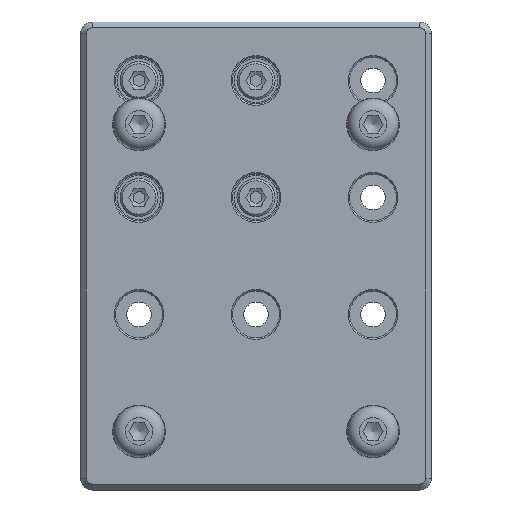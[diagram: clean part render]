
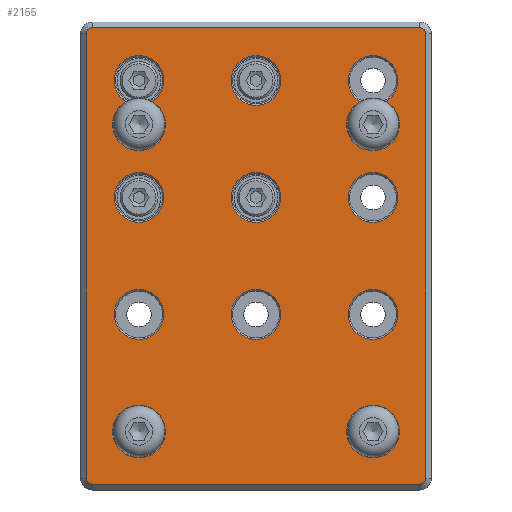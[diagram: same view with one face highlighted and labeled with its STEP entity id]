
A CAD part, top view. The second image highlights one B-rep face of the part: STEP entity #2155.
In plain terms, the highlighted planar face has unit normal (0, 0, 1).
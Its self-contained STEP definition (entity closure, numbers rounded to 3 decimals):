
#193=FACE_BOUND('',#740,.T.);
#194=FACE_BOUND('',#741,.T.);
#195=FACE_BOUND('',#742,.T.);
#196=FACE_BOUND('',#743,.T.);
#197=FACE_BOUND('',#744,.T.);
#198=FACE_BOUND('',#745,.T.);
#199=FACE_BOUND('',#746,.T.);
#200=FACE_BOUND('',#747,.T.);
#201=FACE_BOUND('',#748,.T.);
#202=FACE_BOUND('',#749,.T.);
#203=FACE_BOUND('',#750,.T.);
#204=FACE_BOUND('',#751,.T.);
#205=FACE_BOUND('',#752,.T.);
#238=PLANE('',#2449);
#310=LINE('',#3691,#437);
#311=LINE('',#3695,#438);
#312=LINE('',#3699,#439);
#313=LINE('',#3703,#440);
#437=VECTOR('',#2930,10.);
#438=VECTOR('',#2933,10.);
#439=VECTOR('',#2936,10.);
#440=VECTOR('',#2939,10.);
#596=FACE_OUTER_BOUND('',#739,.T.);
#739=EDGE_LOOP('',(#1744,#1745,#1746,#1747,#1748,#1749,#1750,#1751));
#740=EDGE_LOOP('',(#1752));
#741=EDGE_LOOP('',(#1753));
#742=EDGE_LOOP('',(#1754));
#743=EDGE_LOOP('',(#1755));
#744=EDGE_LOOP('',(#1756));
#745=EDGE_LOOP('',(#1757));
#746=EDGE_LOOP('',(#1758));
#747=EDGE_LOOP('',(#1759));
#748=EDGE_LOOP('',(#1760));
#749=EDGE_LOOP('',(#1761));
#750=EDGE_LOOP('',(#1762));
#751=EDGE_LOOP('',(#1763));
#752=EDGE_LOOP('',(#1764));
#902=CIRCLE('',#2446,8.5);
#905=CIRCLE('',#2450,2.);
#906=CIRCLE('',#2451,2.);
#907=CIRCLE('',#2452,2.);
#908=CIRCLE('',#2453,2.);
#909=CIRCLE('',#2454,8.5);
#910=CIRCLE('',#2455,4.688);
#911=CIRCLE('',#2456,4.688);
#912=CIRCLE('',#2457,8.5);
#913=CIRCLE('',#2458,8.5);
#914=CIRCLE('',#2459,8.5);
#915=CIRCLE('',#2460,8.5);
#916=CIRCLE('',#2461,8.5);
#917=CIRCLE('',#2462,8.5);
#918=CIRCLE('',#2463,4.688);
#919=CIRCLE('',#2464,4.688);
#920=CIRCLE('',#2465,8.5);
#1093=VERTEX_POINT('',#3681);
#1096=VERTEX_POINT('',#3689);
#1097=VERTEX_POINT('',#3690);
#1098=VERTEX_POINT('',#3692);
#1099=VERTEX_POINT('',#3694);
#1100=VERTEX_POINT('',#3696);
#1101=VERTEX_POINT('',#3698);
#1102=VERTEX_POINT('',#3700);
#1103=VERTEX_POINT('',#3702);
#1104=VERTEX_POINT('',#3705);
#1105=VERTEX_POINT('',#3707);
#1106=VERTEX_POINT('',#3709);
#1107=VERTEX_POINT('',#3711);
#1108=VERTEX_POINT('',#3713);
#1109=VERTEX_POINT('',#3715);
#1110=VERTEX_POINT('',#3717);
#1111=VERTEX_POINT('',#3719);
#1112=VERTEX_POINT('',#3721);
#1113=VERTEX_POINT('',#3723);
#1114=VERTEX_POINT('',#3725);
#1115=VERTEX_POINT('',#3727);
#1329=EDGE_CURVE('',#1093,#1093,#902,.T.);
#1333=EDGE_CURVE('',#1096,#1097,#310,.T.);
#1334=EDGE_CURVE('',#1098,#1096,#905,.T.);
#1335=EDGE_CURVE('',#1099,#1098,#311,.T.);
#1336=EDGE_CURVE('',#1100,#1099,#906,.T.);
#1337=EDGE_CURVE('',#1101,#1100,#312,.T.);
#1338=EDGE_CURVE('',#1102,#1101,#907,.T.);
#1339=EDGE_CURVE('',#1103,#1102,#313,.T.);
#1340=EDGE_CURVE('',#1097,#1103,#908,.T.);
#1341=EDGE_CURVE('',#1104,#1104,#909,.T.);
#1342=EDGE_CURVE('',#1105,#1105,#910,.T.);
#1343=EDGE_CURVE('',#1106,#1106,#911,.T.);
#1344=EDGE_CURVE('',#1107,#1107,#912,.T.);
#1345=EDGE_CURVE('',#1108,#1108,#913,.T.);
#1346=EDGE_CURVE('',#1109,#1109,#914,.T.);
#1347=EDGE_CURVE('',#1110,#1110,#915,.T.);
#1348=EDGE_CURVE('',#1111,#1111,#916,.T.);
#1349=EDGE_CURVE('',#1112,#1112,#917,.T.);
#1350=EDGE_CURVE('',#1113,#1113,#918,.T.);
#1351=EDGE_CURVE('',#1114,#1114,#919,.T.);
#1352=EDGE_CURVE('',#1115,#1115,#920,.T.);
#1744=ORIENTED_EDGE('',*,*,#1333,.F.);
#1745=ORIENTED_EDGE('',*,*,#1334,.F.);
#1746=ORIENTED_EDGE('',*,*,#1335,.F.);
#1747=ORIENTED_EDGE('',*,*,#1336,.F.);
#1748=ORIENTED_EDGE('',*,*,#1337,.F.);
#1749=ORIENTED_EDGE('',*,*,#1338,.F.);
#1750=ORIENTED_EDGE('',*,*,#1339,.F.);
#1751=ORIENTED_EDGE('',*,*,#1340,.F.);
#1752=ORIENTED_EDGE('',*,*,#1341,.F.);
#1753=ORIENTED_EDGE('',*,*,#1342,.F.);
#1754=ORIENTED_EDGE('',*,*,#1343,.F.);
#1755=ORIENTED_EDGE('',*,*,#1344,.F.);
#1756=ORIENTED_EDGE('',*,*,#1345,.F.);
#1757=ORIENTED_EDGE('',*,*,#1346,.F.);
#1758=ORIENTED_EDGE('',*,*,#1347,.F.);
#1759=ORIENTED_EDGE('',*,*,#1348,.F.);
#1760=ORIENTED_EDGE('',*,*,#1349,.F.);
#1761=ORIENTED_EDGE('',*,*,#1350,.F.);
#1762=ORIENTED_EDGE('',*,*,#1351,.F.);
#1763=ORIENTED_EDGE('',*,*,#1352,.F.);
#1764=ORIENTED_EDGE('',*,*,#1329,.F.);
#2155=ADVANCED_FACE('',(#596,#193,#194,#195,#196,#197,#198,#199,#200,#201,
#202,#203,#204,#205),#238,.T.);
#2446=AXIS2_PLACEMENT_3D('',#3682,#2921,#2922);
#2449=AXIS2_PLACEMENT_3D('',#3688,#2928,#2929);
#2450=AXIS2_PLACEMENT_3D('',#3693,#2931,#2932);
#2451=AXIS2_PLACEMENT_3D('',#3697,#2934,#2935);
#2452=AXIS2_PLACEMENT_3D('',#3701,#2937,#2938);
#2453=AXIS2_PLACEMENT_3D('',#3704,#2940,#2941);
#2454=AXIS2_PLACEMENT_3D('',#3706,#2942,#2943);
#2455=AXIS2_PLACEMENT_3D('',#3708,#2944,#2945);
#2456=AXIS2_PLACEMENT_3D('',#3710,#2946,#2947);
#2457=AXIS2_PLACEMENT_3D('',#3712,#2948,#2949);
#2458=AXIS2_PLACEMENT_3D('',#3714,#2950,#2951);
#2459=AXIS2_PLACEMENT_3D('',#3716,#2952,#2953);
#2460=AXIS2_PLACEMENT_3D('',#3718,#2954,#2955);
#2461=AXIS2_PLACEMENT_3D('',#3720,#2956,#2957);
#2462=AXIS2_PLACEMENT_3D('',#3722,#2958,#2959);
#2463=AXIS2_PLACEMENT_3D('',#3724,#2960,#2961);
#2464=AXIS2_PLACEMENT_3D('',#3726,#2962,#2963);
#2465=AXIS2_PLACEMENT_3D('',#3728,#2964,#2965);
#2921=DIRECTION('center_axis',(0.,0.,1.));
#2922=DIRECTION('ref_axis',(-1.,0.,0.));
#2928=DIRECTION('center_axis',(0.,0.,1.));
#2929=DIRECTION('ref_axis',(1.,0.,0.));
#2930=DIRECTION('',(1.,0.,0.));
#2931=DIRECTION('center_axis',(0.,0.,-1.));
#2932=DIRECTION('ref_axis',(-0.707,0.707,0.));
#2933=DIRECTION('',(0.,1.,0.));
#2934=DIRECTION('center_axis',(0.,0.,-1.));
#2935=DIRECTION('ref_axis',(-0.707,-0.707,0.));
#2936=DIRECTION('',(-1.,0.,0.));
#2937=DIRECTION('center_axis',(0.,0.,-1.));
#2938=DIRECTION('ref_axis',(0.707,-0.707,0.));
#2939=DIRECTION('',(0.,-1.,0.));
#2940=DIRECTION('center_axis',(0.,0.,-1.));
#2941=DIRECTION('ref_axis',(0.707,0.707,0.));
#2942=DIRECTION('center_axis',(0.,0.,1.));
#2943=DIRECTION('ref_axis',(-1.,0.,0.));
#2944=DIRECTION('center_axis',(0.,0.,1.));
#2945=DIRECTION('ref_axis',(-1.,0.,0.));
#2946=DIRECTION('center_axis',(0.,0.,1.));
#2947=DIRECTION('ref_axis',(-1.,0.,0.));
#2948=DIRECTION('center_axis',(0.,0.,1.));
#2949=DIRECTION('ref_axis',(-1.,0.,0.));
#2950=DIRECTION('center_axis',(0.,0.,1.));
#2951=DIRECTION('ref_axis',(-1.,0.,0.));
#2952=DIRECTION('center_axis',(0.,0.,1.));
#2953=DIRECTION('ref_axis',(-1.,0.,0.));
#2954=DIRECTION('center_axis',(0.,0.,1.));
#2955=DIRECTION('ref_axis',(-1.,0.,0.));
#2956=DIRECTION('center_axis',(0.,0.,1.));
#2957=DIRECTION('ref_axis',(-1.,0.,0.));
#2958=DIRECTION('center_axis',(0.,0.,1.));
#2959=DIRECTION('ref_axis',(-1.,0.,0.));
#2960=DIRECTION('center_axis',(0.,0.,1.));
#2961=DIRECTION('ref_axis',(-1.,0.,0.));
#2962=DIRECTION('center_axis',(0.,0.,1.));
#2963=DIRECTION('ref_axis',(-1.,0.,0.));
#2964=DIRECTION('center_axis',(0.,0.,1.));
#2965=DIRECTION('ref_axis',(-1.,0.,0.));
#3681=CARTESIAN_POINT('',(-31.5,60.,15.));
#3682=CARTESIAN_POINT('Origin',(-40.,60.,15.));
#3688=CARTESIAN_POINT('Origin',(0.,0.,15.));
#3689=CARTESIAN_POINT('',(-56.,78.,15.));
#3690=CARTESIAN_POINT('',(56.,78.,15.));
#3691=CARTESIAN_POINT('',(30.,78.,15.));
#3692=CARTESIAN_POINT('',(-58.,76.,15.));
#3693=CARTESIAN_POINT('Origin',(-56.,76.,15.));
#3694=CARTESIAN_POINT('',(-58.,-76.,15.));
#3695=CARTESIAN_POINT('',(-58.,40.,15.));
#3696=CARTESIAN_POINT('',(-56.,-78.,15.));
#3697=CARTESIAN_POINT('Origin',(-56.,-76.,15.));
#3698=CARTESIAN_POINT('',(56.,-78.,15.));
#3699=CARTESIAN_POINT('',(-30.,-78.,15.));
#3700=CARTESIAN_POINT('',(58.,-76.,15.));
#3701=CARTESIAN_POINT('Origin',(56.,-76.,15.));
#3702=CARTESIAN_POINT('',(58.,76.,15.));
#3703=CARTESIAN_POINT('',(58.,-40.,15.));
#3704=CARTESIAN_POINT('Origin',(56.,76.,15.));
#3705=CARTESIAN_POINT('',(-31.5,20.,15.));
#3706=CARTESIAN_POINT('Origin',(-40.,20.,15.));
#3707=CARTESIAN_POINT('',(-35.312,-60.,15.));
#3708=CARTESIAN_POINT('Origin',(-40.,-60.,15.));
#3709=CARTESIAN_POINT('',(44.688,45.,15.));
#3710=CARTESIAN_POINT('Origin',(40.,45.,15.));
#3711=CARTESIAN_POINT('',(8.5,-20.,15.));
#3712=CARTESIAN_POINT('Origin',(0.,-20.,15.));
#3713=CARTESIAN_POINT('',(48.5,20.,15.));
#3714=CARTESIAN_POINT('Origin',(40.,20.,15.));
#3715=CARTESIAN_POINT('',(48.5,60.,15.));
#3716=CARTESIAN_POINT('Origin',(40.,60.,15.));
#3717=CARTESIAN_POINT('',(8.5,60.,15.));
#3718=CARTESIAN_POINT('Origin',(0.,60.,15.));
#3719=CARTESIAN_POINT('',(8.5,20.,15.));
#3720=CARTESIAN_POINT('Origin',(0.,20.,15.));
#3721=CARTESIAN_POINT('',(48.5,-20.,15.));
#3722=CARTESIAN_POINT('Origin',(40.,-20.,15.));
#3723=CARTESIAN_POINT('',(-35.312,45.,15.));
#3724=CARTESIAN_POINT('Origin',(-40.,45.,15.));
#3725=CARTESIAN_POINT('',(44.688,-60.,15.));
#3726=CARTESIAN_POINT('Origin',(40.,-60.,15.));
#3727=CARTESIAN_POINT('',(-31.5,-20.,15.));
#3728=CARTESIAN_POINT('Origin',(-40.,-20.,15.));
